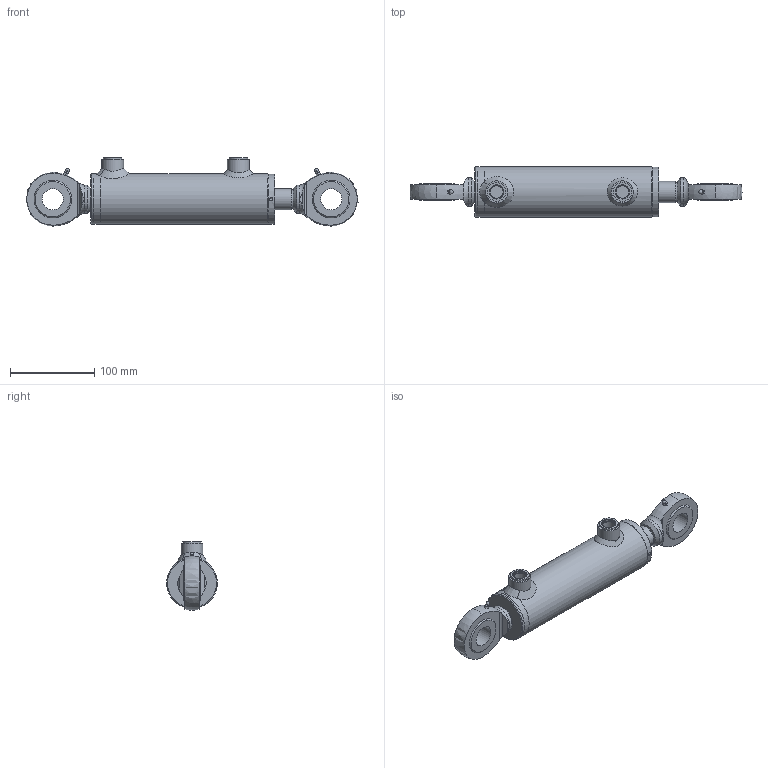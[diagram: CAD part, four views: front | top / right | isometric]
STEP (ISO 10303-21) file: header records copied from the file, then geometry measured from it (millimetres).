
FILE_DESCRIPTION(/* description */ ('Unknown'),/* implementation_level */ '2;1');
FILE_NAME(/* name */ 'M03.3 050 025 100 188188',/* time_stamp */ '2025-09-16T09:57:43+02:00',/* author */ ('Unknown'),/* organization */ ('Unknown'),/* preprocessor_version */ 'ST-DEVELOPER v18.104',/* originating_system */ 'Solid Edge',/* authorisation */ 'Unknown');
FILE_SCHEMA (('AUTOMOTIVE_DESIGN {1 0 10303 214 3 1 1}'));
Length unit declared in the file: millimetre
Products named in the file (3): M03.3 050 025 100 188188; Gelenkauge Ø25 901205; 188032
Assembly tree (3 placements, depth 2):
  M03.3 050 025 100 188188
    Gelenkauge Ø25 901205  x2
    188032
Bounding box: 393.53 x 60 x 81 mm (x, y, z)
Volume: 554319.3 mm3; surface area: 180898.9 mm2
Topology: 18 solids, 18 shells, 281 faces, 591 edges, 361 vertices
Faces by surface type: plane 102, cylinder 69, torus 46, cone 42, bspline 18, sphere 4
Full cylindrical faces by diameter (mm): 4 x2, 4.25 x1, 5 x2, 7 x2, 14.924 x2, 14.95 x2, 16 x2, 16.6 x2, 19.4 x1, 20 x5, 22 x2, 24.5 x1, 25 x6, 26 x2, 27 x1, 28 x1, 30 x1, 33.5 x2, 33.6 x1, 34 x1, 35 x1, 45 x1, 45.41 x2, 48.66 x2, 49.9 x1, 50 x1, 50.3 x1, 50.5 x1, 50.6 x1, 51 x1
Entity records: 9398 total; most frequent: CARTESIAN_POINT 4354, DIRECTION 886, ORIENTED_EDGE 614, FACE_BOUND 431, EDGE_LOOP 426, AXIS2_PLACEMENT_3D 421, EDGE_CURVE 307, VERTEX_POINT 260
